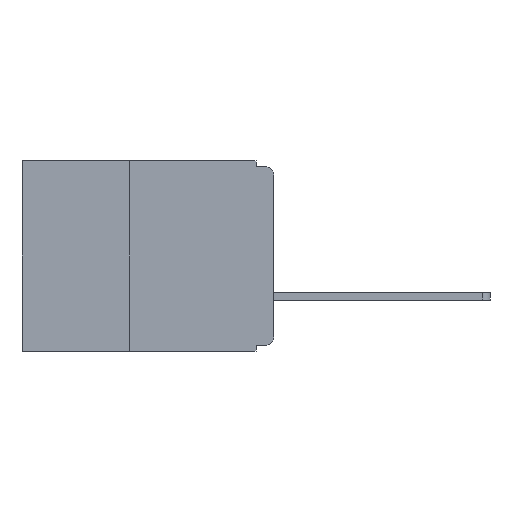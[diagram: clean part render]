
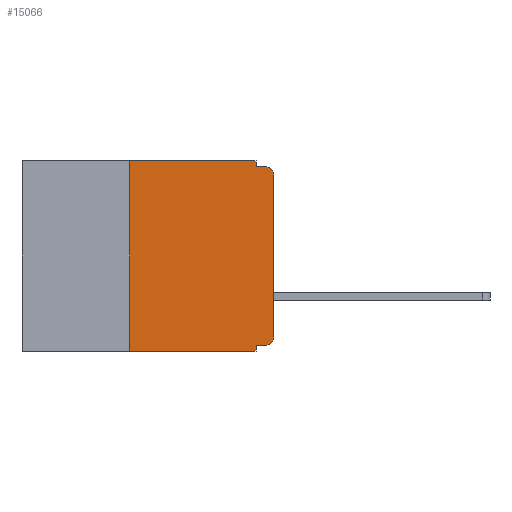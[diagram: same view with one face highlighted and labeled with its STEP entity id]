
A CAD part, left-side view. The second image highlights one B-rep face of the part: STEP entity #15066.
In plain terms, the highlighted planar face has unit normal (-1, 0, 0).
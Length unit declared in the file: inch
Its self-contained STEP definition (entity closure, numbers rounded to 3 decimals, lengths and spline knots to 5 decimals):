
#19 = FACE_OUTER_BOUND ( 'NONE', #6944, .T. ) ;
#129 = CARTESIAN_POINT ( 'NONE',  ( 0., 0.437, 0. ) ) ;
#398 = CARTESIAN_POINT ( 'NONE',  ( 0., 0.031, -0.32 ) ) ;
#509 = CARTESIAN_POINT ( 'NONE',  ( 0., 0., -0.305 ) ) ;
#556 = LINE ( 'NONE', #959, #10544 ) ;
#589 = DIRECTION ( 'NONE',  ( -1., 0., 0. ) ) ;
#613 = VERTEX_POINT ( 'NONE', #14166 ) ;
#959 = CARTESIAN_POINT ( 'NONE',  ( 0., 0.031, 0. ) ) ;
#1431 = VERTEX_POINT ( 'NONE', #398 ) ;
#1544 = DIRECTION ( 'NONE',  ( 0., 0., 1. ) ) ;
#2276 = PLANE ( 'NONE',  #16134 ) ;
#2319 = DIRECTION ( 'NONE',  ( 0., 0., -1. ) ) ;
#2462 = CARTESIAN_POINT ( 'NONE',  ( 0., 0.031, 0. ) ) ;
#3006 = VECTOR ( 'NONE', #13066, 39.37008 ) ;
#3132 = VECTOR ( 'NONE', #1544, 39.37008 ) ;
#3145 = VERTEX_POINT ( 'NONE', #16914 ) ;
#3224 = DIRECTION ( 'NONE',  ( 0., 0., 1. ) ) ;
#3599 = DIRECTION ( 'NONE',  ( 1., 0., 0. ) ) ;
#3775 = DIRECTION ( 'NONE',  ( -1., 0., 0. ) ) ;
#3812 = VERTEX_POINT ( 'NONE', #13139 ) ;
#3992 = LINE ( 'NONE', #129, #14425 ) ;
#4465 = CARTESIAN_POINT ( 'NONE',  ( 0., 0., -0.01 ) ) ;
#4607 = LINE ( 'NONE', #4465, #11415 ) ;
#5816 = DIRECTION ( 'NONE',  ( 0., -1., 0. ) ) ;
#6150 = CIRCLE ( 'NONE', #10935, 0.015 ) ;
#6518 = VERTEX_POINT ( 'NONE', #509 ) ;
#6729 = VERTEX_POINT ( 'NONE', #7877 ) ;
#6944 = EDGE_LOOP ( 'NONE', ( #7731, #7763, #8233, #8982, #9087, #9378, #9597, #10042, #10337, #10420 ) ) ;
#7074 = CARTESIAN_POINT ( 'NONE',  ( 0., 0.437, -0.33 ) ) ;
#7150 = EDGE_CURVE ( 'NONE', #6518, #6729, #17429, .T. ) ;
#7731 = ORIENTED_EDGE ( 'NONE', *, *, #7150, .T. ) ;
#7763 = ORIENTED_EDGE ( 'NONE', *, *, #15966, .T. ) ;
#7877 = CARTESIAN_POINT ( 'NONE',  ( 0., 0., -0.025 ) ) ;
#8233 = ORIENTED_EDGE ( 'NONE', *, *, #16561, .F. ) ;
#8236 = DIRECTION ( 'NONE',  ( 0., -1., 0. ) ) ;
#8328 = CARTESIAN_POINT ( 'NONE',  ( 0., 0.25, -0.33 ) ) ;
#8379 = EDGE_CURVE ( 'NONE', #1431, #12754, #12368, .T. ) ;
#8403 = EDGE_CURVE ( 'NONE', #13693, #1431, #13880, .T. ) ;
#8464 = AXIS2_PLACEMENT_3D ( 'NONE', #8721, #589, #10087 ) ;
#8721 = CARTESIAN_POINT ( 'NONE',  ( 0., 0.015, -0.025 ) ) ;
#8961 = VECTOR ( 'NONE', #16549, 39.37008 ) ;
#8982 = ORIENTED_EDGE ( 'NONE', *, *, #17394, .F. ) ;
#9087 = ORIENTED_EDGE ( 'NONE', *, *, #15887, .F. ) ;
#9378 = ORIENTED_EDGE ( 'NONE', *, *, #14743, .F. ) ;
#9406 = CARTESIAN_POINT ( 'NONE',  ( 0., 0.031, -0.33 ) ) ;
#9597 = ORIENTED_EDGE ( 'NONE', *, *, #12922, .T. ) ;
#9821 = VERTEX_POINT ( 'NONE', #12605 ) ;
#9865 = VECTOR ( 'NONE', #3224, 39.37008 ) ;
#10042 = ORIENTED_EDGE ( 'NONE', *, *, #8379, .F. ) ;
#10087 = DIRECTION ( 'NONE',  ( 0., 0., -1. ) ) ;
#10283 = DIRECTION ( 'NONE',  ( 0., 0., -1. ) ) ;
#10337 = ORIENTED_EDGE ( 'NONE', *, *, #8403, .F. ) ;
#10420 = ORIENTED_EDGE ( 'NONE', *, *, #13296, .T. ) ;
#10544 = VECTOR ( 'NONE', #2319, 39.37008 ) ;
#10673 = VECTOR ( 'NONE', #10283, 39.37008 ) ;
#10935 = AXIS2_PLACEMENT_3D ( 'NONE', #11932, #3775, #13312 ) ;
#11415 = VECTOR ( 'NONE', #5816, 39.37008 ) ;
#11695 = CARTESIAN_POINT ( 'NONE',  ( 0., 0., -0.32 ) ) ;
#11766 = CARTESIAN_POINT ( 'NONE',  ( 0., 0.437, 0. ) ) ;
#11932 = CARTESIAN_POINT ( 'NONE',  ( 0., 0.015, -0.305 ) ) ;
#12368 = LINE ( 'NONE', #16993, #10673 ) ;
#12605 = CARTESIAN_POINT ( 'NONE',  ( 0., 0.25, -0.33 ) ) ;
#12695 = VERTEX_POINT ( 'NONE', #2462 ) ;
#12754 = VERTEX_POINT ( 'NONE', #9406 ) ;
#12922 = EDGE_CURVE ( 'NONE', #9821, #12754, #16575, .T. ) ;
#13066 = DIRECTION ( 'NONE',  ( 0., 1., 0. ) ) ;
#13136 = DIRECTION ( 'NONE',  ( 0., 0., -1. ) ) ;
#13139 = CARTESIAN_POINT ( 'NONE',  ( 0., 0.015, -0.01 ) ) ;
#13296 = EDGE_CURVE ( 'NONE', #13693, #6518, #6150, .T. ) ;
#13312 = DIRECTION ( 'NONE',  ( 0., 0., -1. ) ) ;
#13693 = VERTEX_POINT ( 'NONE', #16751 ) ;
#13880 = LINE ( 'NONE', #11695, #3006 ) ;
#14147 = CARTESIAN_POINT ( 'NONE',  ( 0., 0., 0. ) ) ;
#14166 = CARTESIAN_POINT ( 'NONE',  ( 0., 0.25, 0. ) ) ;
#14425 = VECTOR ( 'NONE', #8236, 39.37008 ) ;
#14743 = EDGE_CURVE ( 'NONE', #9821, #613, #17511, .T. ) ;
#15066 = ADVANCED_FACE ( 'NONE', ( #19 ), #2276, .F. ) ;
#15887 = EDGE_CURVE ( 'NONE', #613, #12695, #3992, .T. ) ;
#15966 = EDGE_CURVE ( 'NONE', #6729, #3812, #16710, .T. ) ;
#16134 = AXIS2_PLACEMENT_3D ( 'NONE', #11766, #3599, #13136 ) ;
#16549 = DIRECTION ( 'NONE',  ( 0., -1., 0. ) ) ;
#16561 = EDGE_CURVE ( 'NONE', #3145, #3812, #4607, .T. ) ;
#16575 = LINE ( 'NONE', #7074, #8961 ) ;
#16710 = CIRCLE ( 'NONE', #8464, 0.015 ) ;
#16751 = CARTESIAN_POINT ( 'NONE',  ( 0., 0.015, -0.32 ) ) ;
#16914 = CARTESIAN_POINT ( 'NONE',  ( 0., 0.031, -0.01 ) ) ;
#16993 = CARTESIAN_POINT ( 'NONE',  ( 0., 0.031, -0.33 ) ) ;
#17394 = EDGE_CURVE ( 'NONE', #12695, #3145, #556, .T. ) ;
#17429 = LINE ( 'NONE', #14147, #9865 ) ;
#17511 = LINE ( 'NONE', #8328, #3132 ) ;
